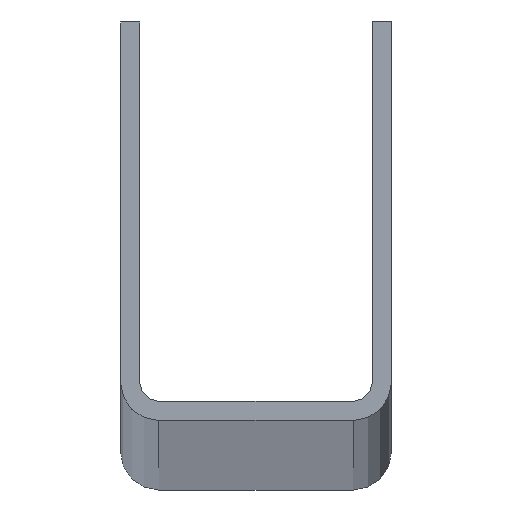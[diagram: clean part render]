
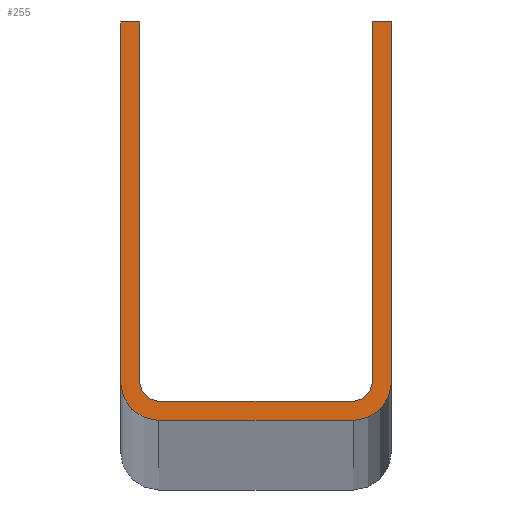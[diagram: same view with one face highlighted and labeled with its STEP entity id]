
A CAD part, top view. The second image highlights one B-rep face of the part: STEP entity #255.
In plain terms, the highlighted planar face has unit normal (0, 0, 1).
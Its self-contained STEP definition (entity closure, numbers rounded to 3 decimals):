
#16=PLANE('',#291);
#27=FACE_OUTER_BOUND('',#41,.T.);
#41=EDGE_LOOP('',(#185,#186,#187,#188,#189,#190,#191,#192,#193,#194,#195,
#196));
#55=LINE('',#395,#83);
#58=LINE('',#401,#86);
#59=LINE('',#403,#87);
#60=LINE('',#405,#88);
#61=LINE('',#409,#89);
#62=LINE('',#413,#90);
#63=LINE('',#415,#91);
#64=LINE('',#417,#92);
#83=VECTOR('',#321,10.);
#86=VECTOR('',#326,10.);
#87=VECTOR('',#327,10.);
#88=VECTOR('',#328,10.);
#89=VECTOR('',#331,10.);
#90=VECTOR('',#334,10.);
#91=VECTOR('',#335,10.);
#92=VECTOR('',#336,10.);
#109=CIRCLE('',#288,2.4);
#111=CIRCLE('',#292,1.2);
#112=CIRCLE('',#293,1.2);
#113=CIRCLE('',#294,2.4);
#117=VERTEX_POINT('',#385);
#118=VERTEX_POINT('',#386);
#121=VERTEX_POINT('',#394);
#123=VERTEX_POINT('',#400);
#124=VERTEX_POINT('',#402);
#125=VERTEX_POINT('',#404);
#126=VERTEX_POINT('',#406);
#127=VERTEX_POINT('',#408);
#128=VERTEX_POINT('',#410);
#129=VERTEX_POINT('',#412);
#130=VERTEX_POINT('',#414);
#131=VERTEX_POINT('',#416);
#141=EDGE_CURVE('',#117,#118,#109,.T.);
#145=EDGE_CURVE('',#121,#118,#55,.T.);
#148=EDGE_CURVE('',#123,#117,#58,.T.);
#149=EDGE_CURVE('',#124,#123,#59,.T.);
#150=EDGE_CURVE('',#125,#124,#60,.T.);
#151=EDGE_CURVE('',#126,#125,#111,.T.);
#152=EDGE_CURVE('',#127,#126,#61,.T.);
#153=EDGE_CURVE('',#128,#127,#112,.T.);
#154=EDGE_CURVE('',#128,#129,#62,.T.);
#155=EDGE_CURVE('',#129,#130,#63,.T.);
#156=EDGE_CURVE('',#130,#131,#64,.T.);
#157=EDGE_CURVE('',#121,#131,#113,.T.);
#185=ORIENTED_EDGE('',*,*,#141,.F.);
#186=ORIENTED_EDGE('',*,*,#148,.F.);
#187=ORIENTED_EDGE('',*,*,#149,.F.);
#188=ORIENTED_EDGE('',*,*,#150,.F.);
#189=ORIENTED_EDGE('',*,*,#151,.F.);
#190=ORIENTED_EDGE('',*,*,#152,.F.);
#191=ORIENTED_EDGE('',*,*,#153,.F.);
#192=ORIENTED_EDGE('',*,*,#154,.T.);
#193=ORIENTED_EDGE('',*,*,#155,.T.);
#194=ORIENTED_EDGE('',*,*,#156,.T.);
#195=ORIENTED_EDGE('',*,*,#157,.F.);
#196=ORIENTED_EDGE('',*,*,#145,.T.);
#255=ADVANCED_FACE('',(#27),#16,.T.);
#288=AXIS2_PLACEMENT_3D('',#387,#313,#314);
#291=AXIS2_PLACEMENT_3D('',#399,#324,#325);
#292=AXIS2_PLACEMENT_3D('',#407,#329,#330);
#293=AXIS2_PLACEMENT_3D('',#411,#332,#333);
#294=AXIS2_PLACEMENT_3D('',#418,#337,#338);
#313=DIRECTION('center_axis',(0.,0.,-1.));
#314=DIRECTION('ref_axis',(0.707,-0.707,0.));
#321=DIRECTION('',(1.,0.,0.));
#324=DIRECTION('center_axis',(0.,0.,1.));
#325=DIRECTION('ref_axis',(1.,0.,0.));
#326=DIRECTION('',(0.,-1.,0.));
#327=DIRECTION('',(1.,0.,0.));
#328=DIRECTION('',(0.,1.,0.));
#329=DIRECTION('center_axis',(0.,0.,1.));
#330=DIRECTION('ref_axis',(0.707,-0.707,0.));
#331=DIRECTION('',(1.,0.,0.));
#332=DIRECTION('center_axis',(0.,0.,1.));
#333=DIRECTION('ref_axis',(-0.707,-0.707,0.));
#334=DIRECTION('',(0.,1.,0.));
#335=DIRECTION('',(-1.,0.,0.));
#336=DIRECTION('',(0.,-1.,0.));
#337=DIRECTION('center_axis',(0.,0.,-1.));
#338=DIRECTION('ref_axis',(-0.707,-0.707,0.));
#385=CARTESIAN_POINT('',(8.5,2.4,2500.));
#386=CARTESIAN_POINT('',(6.1,0.,2500.));
#387=CARTESIAN_POINT('Origin',(6.1,2.4,2500.));
#394=CARTESIAN_POINT('',(-6.1,0.,2500.));
#395=CARTESIAN_POINT('',(0.,0.,2500.));
#399=CARTESIAN_POINT('Origin',(6.843,9.907,2500.));
#400=CARTESIAN_POINT('',(8.5,25.,2500.));
#401=CARTESIAN_POINT('',(8.5,0.,2500.));
#402=CARTESIAN_POINT('',(7.3,25.,2500.));
#403=CARTESIAN_POINT('',(8.5,25.,2500.));
#404=CARTESIAN_POINT('',(7.3,2.4,2500.));
#405=CARTESIAN_POINT('',(7.3,25.,2500.));
#406=CARTESIAN_POINT('',(6.1,1.2,2500.));
#407=CARTESIAN_POINT('Origin',(6.1,2.4,2500.));
#408=CARTESIAN_POINT('',(-6.1,1.2,2500.));
#409=CARTESIAN_POINT('',(7.3,1.2,2500.));
#410=CARTESIAN_POINT('',(-7.3,2.4,2500.));
#411=CARTESIAN_POINT('Origin',(-6.1,2.4,2500.));
#412=CARTESIAN_POINT('',(-7.3,25.,2500.));
#413=CARTESIAN_POINT('',(-7.3,25.,2500.));
#414=CARTESIAN_POINT('',(-8.5,25.,2500.));
#415=CARTESIAN_POINT('',(-8.5,25.,2500.));
#416=CARTESIAN_POINT('',(-8.5,2.4,2500.));
#417=CARTESIAN_POINT('',(-8.5,0.,2500.));
#418=CARTESIAN_POINT('Origin',(-6.1,2.4,2500.));
